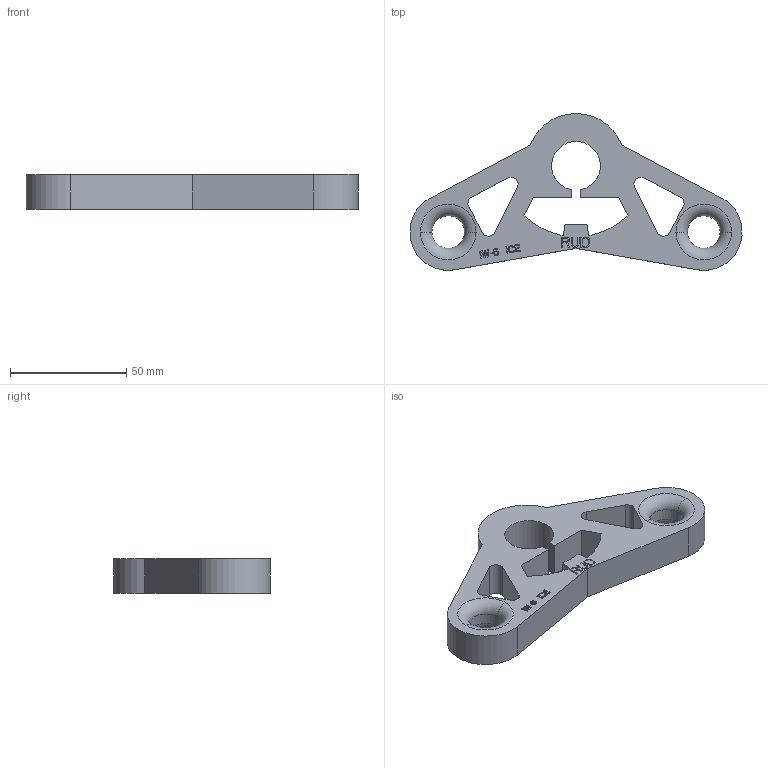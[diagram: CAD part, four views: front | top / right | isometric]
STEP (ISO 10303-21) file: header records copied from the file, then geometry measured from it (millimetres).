
FILE_DESCRIPTION((''),'2;1');
FILE_NAME('001-M34675-P-2','2019-01-24T',('anja.joas'),(''),'PRO/ENGINEER BY PARAMETRIC TECHNOLOGY CORPORATION, 2011490','PRO/ENGINEER BY PARAMETRIC TECHNOLOGY CORPORATION, 2011490','');
FILE_SCHEMA(('CONFIG_CONTROL_DESIGN'));
Length unit declared in the file: millimetre
Products named in the file (1): 001-M34675-P-2
Bounding box: 142.89 x 67.5 x 15 mm (x, y, z)
Volume: 62081.4 mm3; surface area: 19476.8 mm2
Topology: 1 solids, 1 shells, 273 faces, 766 edges, 508 vertices
Faces by surface type: plane 248, cylinder 17, torus 8
Entity records: 8704 total; most frequent: CARTESIAN_POINT 1547, ORIENTED_EDGE 1532, DIRECTION 1362, EDGE_CURVE 766, VECTOR 716, LINE 716, VERTEX_POINT 508, AXIS2_PLACEMENT_3D 323
